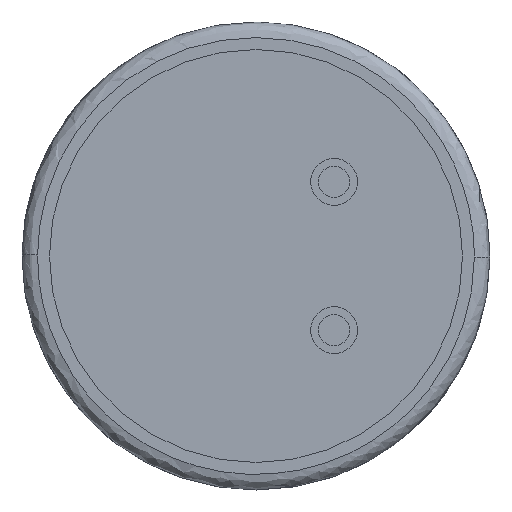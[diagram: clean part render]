
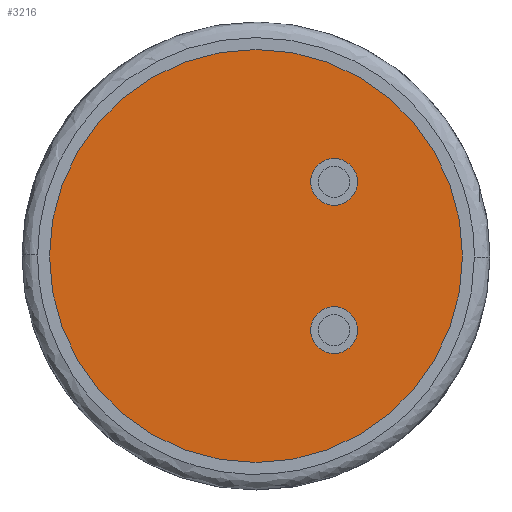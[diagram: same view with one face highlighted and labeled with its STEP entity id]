
A CAD part, front view. The second image highlights one B-rep face of the part: STEP entity #3216.
In plain terms, the highlighted planar face has unit normal (0, -1, 0).
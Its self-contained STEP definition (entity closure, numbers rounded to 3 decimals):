
#115 = CARTESIAN_POINT ( 'NONE',  ( 1.001, 0.05, 1.25 ) ) ;
#157 = CARTESIAN_POINT ( 'NONE',  ( 1.001, 0.05, -0.95 ) ) ;
#160 = FACE_OUTER_BOUND ( 'NONE', #4526, .T. ) ;
#253 = VERTEX_POINT ( 'NONE', #5679 ) ;
#300 = ORIENTED_EDGE ( 'NONE', *, *, #791, .T. ) ;
#327 = CARTESIAN_POINT ( 'NONE',  ( 0., 0.05, 0. ) ) ;
#336 = EDGE_CURVE ( 'NONE', #2142, #4605, #6088, .T. ) ;
#378 = ORIENTED_EDGE ( 'NONE', *, *, #1757, .T. ) ;
#777 = ORIENTED_EDGE ( 'NONE', *, *, #4588, .T. ) ;
#791 = EDGE_CURVE ( 'NONE', #6280, #2762, #4575, .T. ) ;
#975 = DIRECTION ( 'NONE',  ( 0., 0., -1. ) ) ;
#1232 = DIRECTION ( 'NONE',  ( 0., 0., -1. ) ) ;
#1350 = DIRECTION ( 'NONE',  ( 0., 0., -1. ) ) ;
#1424 = CARTESIAN_POINT ( 'NONE',  ( 1.001, 0.05, 0.95 ) ) ;
#1439 = EDGE_CURVE ( 'NONE', #4605, #2142, #6915, .T. ) ;
#1443 = AXIS2_PLACEMENT_3D ( 'NONE', #3100, #3722, #5952 ) ;
#1757 = EDGE_CURVE ( 'NONE', #3292, #253, #5979, .T. ) ;
#1853 = DIRECTION ( 'NONE',  ( 0., 1., 0. ) ) ;
#1876 = PLANE ( 'NONE',  #3789 ) ;
#1894 = DIRECTION ( 'NONE',  ( 0., 0., -1. ) ) ;
#2142 = VERTEX_POINT ( 'NONE', #115 ) ;
#2206 = CARTESIAN_POINT ( 'NONE',  ( 1.001, 0.05, -1.25 ) ) ;
#2255 = CARTESIAN_POINT ( 'NONE',  ( 0., 0.05, -2.648 ) ) ;
#2279 = AXIS2_PLACEMENT_3D ( 'NONE', #4042, #5211, #1894 ) ;
#2366 = AXIS2_PLACEMENT_3D ( 'NONE', #4577, #5156, #6696 ) ;
#2516 = DIRECTION ( 'NONE',  ( 0., 0., -1. ) ) ;
#2520 = DIRECTION ( 'NONE',  ( 0., -1., 0. ) ) ;
#2762 = VERTEX_POINT ( 'NONE', #5575 ) ;
#3097 = CARTESIAN_POINT ( 'NONE',  ( 0., 0.05, 0. ) ) ;
#3100 = CARTESIAN_POINT ( 'NONE',  ( 0., 0.05, 0. ) ) ;
#3216 = ADVANCED_FACE ( 'NONE', ( #6951, #4016, #160 ), #1876, .T. ) ;
#3292 = VERTEX_POINT ( 'NONE', #2206 ) ;
#3311 = EDGE_LOOP ( 'NONE', ( #6500, #5157 ) ) ;
#3313 = CIRCLE ( 'NONE', #2279, 0.3 ) ;
#3722 = DIRECTION ( 'NONE',  ( 0., -1., 0. ) ) ;
#3789 = AXIS2_PLACEMENT_3D ( 'NONE', #3097, #2520, #975 ) ;
#3868 = AXIS2_PLACEMENT_3D ( 'NONE', #1424, #1853, #1350 ) ;
#4016 = FACE_BOUND ( 'NONE', #4178, .T. ) ;
#4042 = CARTESIAN_POINT ( 'NONE',  ( 1.001, 0.05, -0.95 ) ) ;
#4178 = EDGE_LOOP ( 'NONE', ( #378, #777 ) ) ;
#4526 = EDGE_LOOP ( 'NONE', ( #300, #6445 ) ) ;
#4575 = CIRCLE ( 'NONE', #1443, 2.648 ) ;
#4577 = CARTESIAN_POINT ( 'NONE',  ( 1.001, 0.05, 0.95 ) ) ;
#4588 = EDGE_CURVE ( 'NONE', #253, #3292, #3313, .T. ) ;
#4605 = VERTEX_POINT ( 'NONE', #6893 ) ;
#5156 = DIRECTION ( 'NONE',  ( 0., 1., 0. ) ) ;
#5157 = ORIENTED_EDGE ( 'NONE', *, *, #336, .T. ) ;
#5211 = DIRECTION ( 'NONE',  ( 0., 1., 0. ) ) ;
#5297 = DIRECTION ( 'NONE',  ( 0., -1., 0. ) ) ;
#5440 = AXIS2_PLACEMENT_3D ( 'NONE', #327, #5297, #2516 ) ;
#5524 = AXIS2_PLACEMENT_3D ( 'NONE', #157, #6791, #1232 ) ;
#5575 = CARTESIAN_POINT ( 'NONE',  ( 0., 0.05, 2.648 ) ) ;
#5679 = CARTESIAN_POINT ( 'NONE',  ( 1.001, 0.05, -0.65 ) ) ;
#5854 = EDGE_CURVE ( 'NONE', #2762, #6280, #6249, .T. ) ;
#5952 = DIRECTION ( 'NONE',  ( 0., 0., -1. ) ) ;
#5979 = CIRCLE ( 'NONE', #5524, 0.3 ) ;
#6088 = CIRCLE ( 'NONE', #3868, 0.3 ) ;
#6249 = CIRCLE ( 'NONE', #5440, 2.648 ) ;
#6280 = VERTEX_POINT ( 'NONE', #2255 ) ;
#6445 = ORIENTED_EDGE ( 'NONE', *, *, #5854, .T. ) ;
#6500 = ORIENTED_EDGE ( 'NONE', *, *, #1439, .T. ) ;
#6696 = DIRECTION ( 'NONE',  ( 0., 0., -1. ) ) ;
#6791 = DIRECTION ( 'NONE',  ( 0., 1., 0. ) ) ;
#6893 = CARTESIAN_POINT ( 'NONE',  ( 1.001, 0.05, 0.65 ) ) ;
#6915 = CIRCLE ( 'NONE', #2366, 0.3 ) ;
#6951 = FACE_BOUND ( 'NONE', #3311, .T. ) ;
